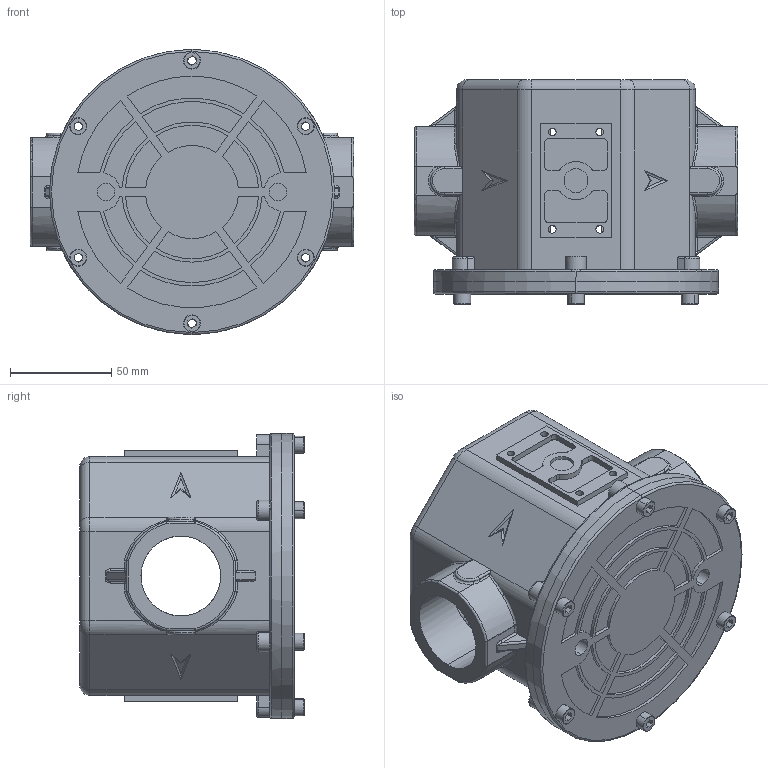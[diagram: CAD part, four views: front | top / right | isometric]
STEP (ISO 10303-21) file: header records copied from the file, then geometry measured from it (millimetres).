
FILE_DESCRIPTION (( 'STEP AP203' ), '1' );
FILE_NAME ('GF32.STEP', '2023-10-30T05:51:21', ( '' ), ( '' ), 'SwSTEP 2.0', 'SolidWorks 2018', '' );
FILE_SCHEMA (( 'CONFIG_CONTROL_DESIGN' ));
Length unit declared in the file: millimetre
Products named in the file (1): GF32
Bounding box: 160 x 111 x 141 mm (x, y, z)
Surface area: 150997.5 mm2 (no closed solid volume)
Topology: 0 solids, 14 shells, 588 faces, 1632 edges, 1073 vertices
Faces by surface type: cylinder 266, plane 210, torus 58, bspline 32, cone 16, sphere 6
Entity records: 20571 total; most frequent: CARTESIAN_POINT 5467, DIRECTION 3236, ORIENTED_EDGE 3000, EDGE_CURVE 1626, AXIS2_PLACEMENT_3D 1212, VERTEX_POINT 1073, LINE 812, VECTOR 812
